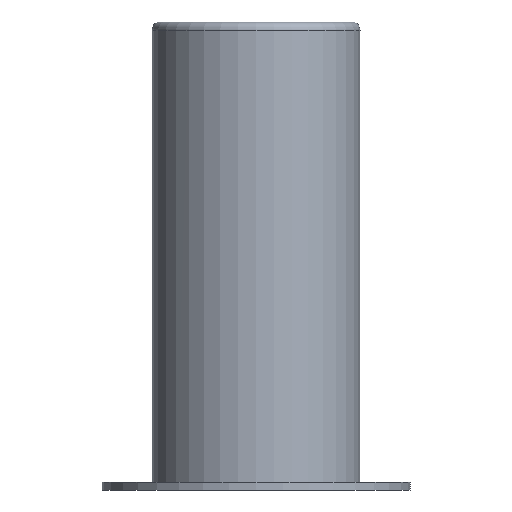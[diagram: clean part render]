
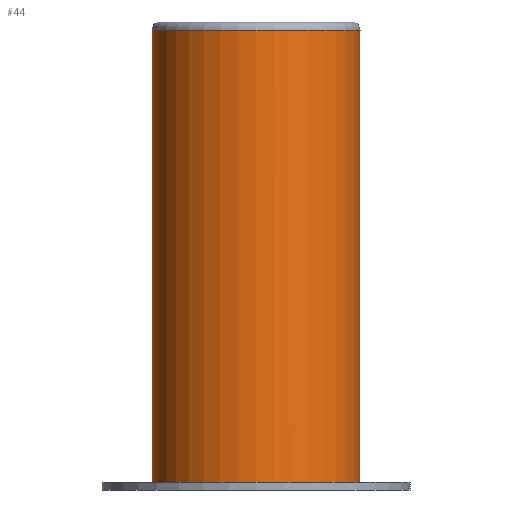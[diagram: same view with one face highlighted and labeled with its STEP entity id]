
A CAD part, left-side view. The second image highlights one B-rep face of the part: STEP entity #44.
In plain terms, the highlighted cylindrical face has radius 13 mm (diameter 26 mm), a full revolution.
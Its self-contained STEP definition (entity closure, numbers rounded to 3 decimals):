
#44 = ADVANCED_FACE( '', ( #95, #96 ), #97, .T. );
#95 = FACE_OUTER_BOUND( '', #156, .T. );
#96 = FACE_OUTER_BOUND( '', #157, .T. );
#97 = CYLINDRICAL_SURFACE( '', #158, 13. );
#156 = EDGE_LOOP( '', ( #221 ) );
#157 = EDGE_LOOP( '', ( #222, #223, #224, #225 ) );
#158 = AXIS2_PLACEMENT_3D( '', #226, #227, #228 );
#221 = ORIENTED_EDGE( '', *, *, #337, .T. );
#222 = ORIENTED_EDGE( '', *, *, #338, .T. );
#223 = ORIENTED_EDGE( '', *, *, #334, .T. );
#224 = ORIENTED_EDGE( '', *, *, #339, .T. );
#225 = ORIENTED_EDGE( '', *, *, #340, .T. );
#226 = CARTESIAN_POINT( '', ( 0., 0., 57.15 ) );
#227 = DIRECTION( '', ( 0., 0., -1. ) );
#228 = DIRECTION( '', ( 1., 0., 0. ) );
#334 = EDGE_CURVE( '', #386, #384, #387, .T. );
#337 = EDGE_CURVE( '', #390, #390, #391, .F. );
#338 = EDGE_CURVE( '', #392, #386, #393, .T. );
#339 = EDGE_CURVE( '', #384, #394, #395, .T. );
#340 = EDGE_CURVE( '', #394, #392, #396, .F. );
#384 = VERTEX_POINT( '', #454 );
#386 = VERTEX_POINT( '', #457 );
#387 = LINE( '', #458, #459 );
#390 = VERTEX_POINT( '', #463 );
#391 = CIRCLE( '', #464, 13. );
#392 = VERTEX_POINT( '', #465 );
#393 = CIRCLE( '', #466, 13. );
#394 = VERTEX_POINT( '', #467 );
#395 = B_SPLINE_CURVE_WITH_KNOTS( '', 3, ( #468, #469, #470, #471, #472, #473, #474, #475, #476, #477, #478, #479, #480, #481, #482, #483, #484, #485, #486, #487, #488, #489, #490, #491, #492, #493, #494, #495, #496, #497, #498, #499, #500, #501 ), .UNSPECIFIED., .F., .F., ( 4, 2, 2, 2, 2, 2, 2, 2, 2, 2, 2, 2, 2, 2, 2, 2, 4 ), ( 0., 0.001, 0.002, 0.003, 0.004, 0.004, 0.005, 0.006, 0.007, 0.008, 0.009, 0.01, 0.011, 0.012, 0.012, 0.013, 0.014 ), .UNSPECIFIED. );
#396 = LINE( '', #502, #503 );
#454 = CARTESIAN_POINT( '', ( 12.196, -4.5, 19.75 ) );
#457 = CARTESIAN_POINT( '', ( 12.196, -4.5, -28.75 ) );
#458 = CARTESIAN_POINT( '', ( 12.196, -4.5, 57.15 ) );
#459 = VECTOR( '', #563, 1000. );
#463 = CARTESIAN_POINT( '', ( 13., 0., 27.75 ) );
#464 = AXIS2_PLACEMENT_3D( '', #565, #566, #567 );
#465 = CARTESIAN_POINT( '', ( 12.196, 4.5, -28.75 ) );
#466 = AXIS2_PLACEMENT_3D( '', #568, #569, #570 );
#467 = CARTESIAN_POINT( '', ( 12.196, 4.5, 19.75 ) );
#468 = CARTESIAN_POINT( '', ( 12.196, -4.5, 19.75 ) );
#469 = CARTESIAN_POINT( '', ( 12.196, -4.5, 20.05 ) );
#470 = CARTESIAN_POINT( '', ( 12.207, -4.47, 20.344 ) );
#471 = CARTESIAN_POINT( '', ( 12.249, -4.355, 20.922 ) );
#472 = CARTESIAN_POINT( '', ( 12.28, -4.267, 21.209 ) );
#473 = CARTESIAN_POINT( '', ( 12.357, -4.041, 21.752 ) );
#474 = CARTESIAN_POINT( '', ( 12.402, -3.903, 22.009 ) );
#475 = CARTESIAN_POINT( '', ( 12.499, -3.577, 22.496 ) );
#476 = CARTESIAN_POINT( '', ( 12.552, -3.389, 22.725 ) );
#477 = CARTESIAN_POINT( '', ( 12.656, -2.977, 23.137 ) );
#478 = CARTESIAN_POINT( '', ( 12.708, -2.753, 23.322 ) );
#479 = CARTESIAN_POINT( '', ( 12.804, -2.262, 23.652 ) );
#480 = CARTESIAN_POINT( '', ( 12.848, -2.004, 23.79 ) );
#481 = CARTESIAN_POINT( '', ( 12.92, -1.464, 24.015 ) );
#482 = CARTESIAN_POINT( '', ( 12.95, -1.178, 24.103 ) );
#483 = CARTESIAN_POINT( '', ( 12.99, -0.595, 24.22 ) );
#484 = CARTESIAN_POINT( '', ( 13., -0.3, 24.25 ) );
#485 = CARTESIAN_POINT( '', ( 13., 0.3, 24.25 ) );
#486 = CARTESIAN_POINT( '', ( 12.99, 0.594, 24.22 ) );
#487 = CARTESIAN_POINT( '', ( 12.95, 1.172, 24.105 ) );
#488 = CARTESIAN_POINT( '', ( 12.921, 1.459, 24.017 ) );
#489 = CARTESIAN_POINT( '', ( 12.848, 2.003, 23.791 ) );
#490 = CARTESIAN_POINT( '', ( 12.804, 2.26, 23.652 ) );
#491 = CARTESIAN_POINT( '', ( 12.709, 2.747, 23.326 ) );
#492 = CARTESIAN_POINT( '', ( 12.657, 2.976, 23.138 ) );
#493 = CARTESIAN_POINT( '', ( 12.553, 3.388, 22.726 ) );
#494 = CARTESIAN_POINT( '', ( 12.501, 3.573, 22.501 ) );
#495 = CARTESIAN_POINT( '', ( 12.402, 3.902, 22.011 ) );
#496 = CARTESIAN_POINT( '', ( 12.357, 4.04, 21.753 ) );
#497 = CARTESIAN_POINT( '', ( 12.281, 4.265, 21.213 ) );
#498 = CARTESIAN_POINT( '', ( 12.25, 4.353, 20.928 ) );
#499 = CARTESIAN_POINT( '', ( 12.207, 4.47, 20.345 ) );
#500 = CARTESIAN_POINT( '', ( 12.196, 4.5, 20.05 ) );
#501 = CARTESIAN_POINT( '', ( 12.196, 4.5, 19.75 ) );
#502 = CARTESIAN_POINT( '', ( 12.196, 4.5, 57.15 ) );
#503 = VECTOR( '', #571, 1000. );
#563 = DIRECTION( '', ( 0., 0., 1. ) );
#565 = CARTESIAN_POINT( '', ( 0., 0., 27.75 ) );
#566 = DIRECTION( '', ( 0., 0., 1. ) );
#567 = DIRECTION( '', ( 1., 0., 0. ) );
#568 = CARTESIAN_POINT( '', ( 0., 0., -28.75 ) );
#569 = DIRECTION( '', ( 0., 0., 1. ) );
#570 = DIRECTION( '', ( 1., 0., 0. ) );
#571 = DIRECTION( '', ( 0., 0., 1. ) );
